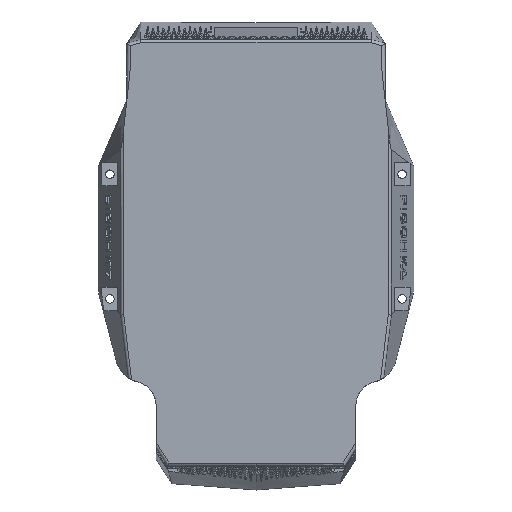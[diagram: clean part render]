
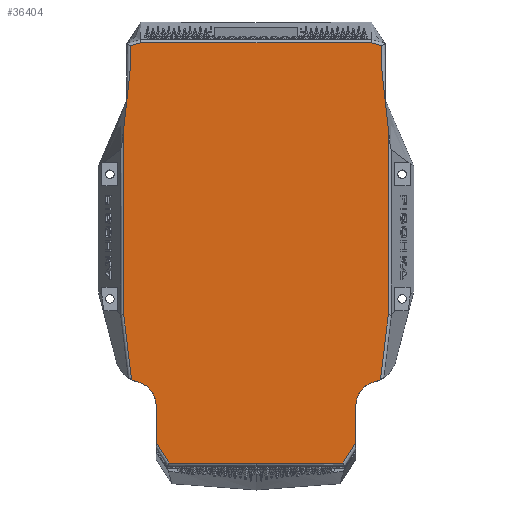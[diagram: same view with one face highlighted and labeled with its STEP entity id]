
A CAD part, front view. The second image highlights one B-rep face of the part: STEP entity #36404.
In plain terms, the highlighted planar face has unit normal (0, -1, 0).
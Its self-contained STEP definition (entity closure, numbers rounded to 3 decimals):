
#27=CIRCLE('',#38280,15.595);
#28=CIRCLE('',#38281,19.);
#29=CIRCLE('',#38282,19.);
#30=CIRCLE('',#38283,15.595);
#2799=FACE_OUTER_BOUND('',#5067,.T.);
#5067=EDGE_LOOP('',(#30824,#30825,#30826,#30827,#30828,#30829,#30830,#30831,
#30832,#30833,#30834,#30835,#30836,#30837,#30838,#30839,#30840,#30841,#30842,
#30843,#30844,#30845,#30846));
#8841=LINE('',#62860,#12492);
#8842=LINE('',#62944,#12493);
#8844=LINE('',#62950,#12495);
#8845=LINE('',#62956,#12496);
#8846=LINE('',#62958,#12497);
#8847=LINE('',#62960,#12498);
#8848=LINE('',#62967,#12499);
#8849=LINE('',#62974,#12500);
#8850=LINE('',#62981,#12501);
#8851=LINE('',#62988,#12502);
#8852=LINE('',#62990,#12503);
#8853=LINE('',#62992,#12504);
#8854=LINE('',#62997,#12505);
#12492=VECTOR('',#45126,10.);
#12493=VECTOR('',#45129,10.);
#12495=VECTOR('',#45135,10.);
#12496=VECTOR('',#45140,10.);
#12497=VECTOR('',#45141,10.);
#12498=VECTOR('',#45142,10.);
#12499=VECTOR('',#45143,10.);
#12500=VECTOR('',#45144,10.);
#12501=VECTOR('',#45145,10.);
#12502=VECTOR('',#45146,10.);
#12503=VECTOR('',#45147,10.);
#12504=VECTOR('',#45148,10.);
#12505=VECTOR('',#45153,10.);
#14044=B_SPLINE_CURVE_WITH_KNOTS('',3,(#62894,#62895,#62896,#62897),
 .UNSPECIFIED.,.F.,.F.,(4,4),(0.11,5.699),
 .UNSPECIFIED.);
#14046=B_SPLINE_CURVE_WITH_KNOTS('',3,(#62926,#62927,#62928,#62929),
 .UNSPECIFIED.,.F.,.F.,(4,4),(0.,5.59),
 .UNSPECIFIED.);
#14048=B_SPLINE_CURVE_WITH_KNOTS('',3,(#62962,#62963,#62964,#62965),
 .UNSPECIFIED.,.F.,.F.,(4,4),(1.865,3.704),
 .UNSPECIFIED.);
#14049=B_SPLINE_CURVE_WITH_KNOTS('',3,(#62969,#62970,#62971,#62972),
 .UNSPECIFIED.,.F.,.F.,(4,4),(0.027,0.726),
 .UNSPECIFIED.);
#14050=B_SPLINE_CURVE_WITH_KNOTS('',3,(#62976,#62977,#62978,#62979),
 .UNSPECIFIED.,.F.,.F.,(4,4),(0.149,0.847),
 .UNSPECIFIED.);
#14051=B_SPLINE_CURVE_WITH_KNOTS('',3,(#62983,#62984,#62985,#62986),
 .UNSPECIFIED.,.F.,.F.,(4,4),(3.708,5.548),
 .UNSPECIFIED.);
#17231=VERTEX_POINT('',#62857);
#17232=VERTEX_POINT('',#62859);
#17233=VERTEX_POINT('',#62893);
#17234=VERTEX_POINT('',#62925);
#17235=VERTEX_POINT('',#62943);
#17237=VERTEX_POINT('',#62949);
#17238=VERTEX_POINT('',#62951);
#17239=VERTEX_POINT('',#62953);
#17240=VERTEX_POINT('',#62955);
#17241=VERTEX_POINT('',#62957);
#17242=VERTEX_POINT('',#62959);
#17243=VERTEX_POINT('',#62961);
#17244=VERTEX_POINT('',#62966);
#17245=VERTEX_POINT('',#62968);
#17246=VERTEX_POINT('',#62973);
#17247=VERTEX_POINT('',#62975);
#17248=VERTEX_POINT('',#62980);
#17249=VERTEX_POINT('',#62982);
#17250=VERTEX_POINT('',#62987);
#17251=VERTEX_POINT('',#62989);
#17252=VERTEX_POINT('',#62991);
#17253=VERTEX_POINT('',#62993);
#17254=VERTEX_POINT('',#62995);
#22092=EDGE_CURVE('',#17231,#17232,#8841,.T.);
#22094=EDGE_CURVE('',#17232,#17233,#14044,.T.);
#22096=EDGE_CURVE('',#17233,#17234,#14046,.T.);
#22098=EDGE_CURVE('',#17234,#17235,#8842,.T.);
#22101=EDGE_CURVE('',#17231,#17237,#8844,.T.);
#22102=EDGE_CURVE('',#17237,#17238,#27,.T.);
#22103=EDGE_CURVE('',#17238,#17239,#28,.T.);
#22104=EDGE_CURVE('',#17240,#17239,#8845,.T.);
#22105=EDGE_CURVE('',#17241,#17240,#8846,.T.);
#22106=EDGE_CURVE('',#17242,#17241,#8847,.T.);
#22107=EDGE_CURVE('',#17243,#17242,#14048,.T.);
#22108=EDGE_CURVE('',#17244,#17243,#8848,.T.);
#22109=EDGE_CURVE('',#17245,#17244,#14049,.T.);
#22110=EDGE_CURVE('',#17246,#17245,#8849,.T.);
#22111=EDGE_CURVE('',#17247,#17246,#14050,.T.);
#22112=EDGE_CURVE('',#17248,#17247,#8850,.T.);
#22113=EDGE_CURVE('',#17249,#17248,#14051,.T.);
#22114=EDGE_CURVE('',#17250,#17249,#8851,.T.);
#22115=EDGE_CURVE('',#17251,#17250,#8852,.T.);
#22116=EDGE_CURVE('',#17252,#17251,#8853,.T.);
#22117=EDGE_CURVE('',#17252,#17253,#29,.T.);
#22118=EDGE_CURVE('',#17253,#17254,#30,.T.);
#22119=EDGE_CURVE('',#17254,#17235,#8854,.T.);
#30824=ORIENTED_EDGE('',*,*,#22098,.F.);
#30825=ORIENTED_EDGE('',*,*,#22096,.F.);
#30826=ORIENTED_EDGE('',*,*,#22094,.F.);
#30827=ORIENTED_EDGE('',*,*,#22092,.F.);
#30828=ORIENTED_EDGE('',*,*,#22101,.T.);
#30829=ORIENTED_EDGE('',*,*,#22102,.T.);
#30830=ORIENTED_EDGE('',*,*,#22103,.T.);
#30831=ORIENTED_EDGE('',*,*,#22104,.F.);
#30832=ORIENTED_EDGE('',*,*,#22105,.F.);
#30833=ORIENTED_EDGE('',*,*,#22106,.F.);
#30834=ORIENTED_EDGE('',*,*,#22107,.F.);
#30835=ORIENTED_EDGE('',*,*,#22108,.F.);
#30836=ORIENTED_EDGE('',*,*,#22109,.F.);
#30837=ORIENTED_EDGE('',*,*,#22110,.F.);
#30838=ORIENTED_EDGE('',*,*,#22111,.F.);
#30839=ORIENTED_EDGE('',*,*,#22112,.F.);
#30840=ORIENTED_EDGE('',*,*,#22113,.F.);
#30841=ORIENTED_EDGE('',*,*,#22114,.F.);
#30842=ORIENTED_EDGE('',*,*,#22115,.F.);
#30843=ORIENTED_EDGE('',*,*,#22116,.F.);
#30844=ORIENTED_EDGE('',*,*,#22117,.T.);
#30845=ORIENTED_EDGE('',*,*,#22118,.T.);
#30846=ORIENTED_EDGE('',*,*,#22119,.T.);
#34356=PLANE('',#38279);
#36404=ADVANCED_FACE('',(#2799),#34356,.T.);
#38279=AXIS2_PLACEMENT_3D('',#62948,#45133,#45134);
#38280=AXIS2_PLACEMENT_3D('',#62952,#45136,#45137);
#38281=AXIS2_PLACEMENT_3D('',#62954,#45138,#45139);
#38282=AXIS2_PLACEMENT_3D('',#62994,#45149,#45150);
#38283=AXIS2_PLACEMENT_3D('',#62996,#45151,#45152);
#45126=DIRECTION('',(-0.536,0.,-0.844));
#45129=DIRECTION('',(-0.536,0.,0.844));
#45133=DIRECTION('center_axis',(0.,-1.,0.));
#45134=DIRECTION('ref_axis',(0.,0.,1.));
#45135=DIRECTION('',(0.,0.,1.));
#45136=DIRECTION('center_axis',(0.,1.,0.));
#45137=DIRECTION('ref_axis',(-0.24,0.,0.971));
#45138=DIRECTION('center_axis',(0.,-1.,0.));
#45139=DIRECTION('ref_axis',(-0.24,0.,0.971));
#45140=DIRECTION('',(-0.119,0.,-0.993));
#45141=DIRECTION('',(0.,0.,-1.));
#45142=DIRECTION('',(0.109,0.,-0.994));
#45143=DIRECTION('',(0.,0.,-1.));
#45144=DIRECTION('',(1.,0.,0.));
#45145=DIRECTION('',(0.,0.,1.));
#45146=DIRECTION('',(0.109,0.,0.994));
#45147=DIRECTION('',(0.,0.,1.));
#45148=DIRECTION('',(-0.119,0.,0.993));
#45149=DIRECTION('center_axis',(0.,-1.,0.));
#45150=DIRECTION('ref_axis',(0.24,0.,0.971));
#45151=DIRECTION('center_axis',(0.,1.,0.));
#45152=DIRECTION('ref_axis',(0.24,0.,0.971));
#45153=DIRECTION('',(0.,0.,-1.));
#62857=CARTESIAN_POINT('',(64.099,54.,-112.058));
#62859=CARTESIAN_POINT('',(55.895,54.,-124.982));
#62860=CARTESIAN_POINT('',(113.357,54.,-34.465));
#62893=CARTESIAN_POINT('',(0.,54.,-125.118));
#62894=CARTESIAN_POINT('Ctrl Pts',(55.895,54.,-124.982));
#62895=CARTESIAN_POINT('Ctrl Pts',(37.263,54.,-125.03));
#62896=CARTESIAN_POINT('Ctrl Pts',(18.632,54.,-125.075));
#62897=CARTESIAN_POINT('Ctrl Pts',(0.,54.,-125.118));
#62925=CARTESIAN_POINT('',(-55.895,54.,-124.982));
#62926=CARTESIAN_POINT('Ctrl Pts',(0.,54.,-125.118));
#62927=CARTESIAN_POINT('Ctrl Pts',(-18.632,54.,-125.075));
#62928=CARTESIAN_POINT('Ctrl Pts',(-37.263,54.,-125.03));
#62929=CARTESIAN_POINT('Ctrl Pts',(-55.895,54.,-124.982));
#62943=CARTESIAN_POINT('',(-64.099,54.,-112.058));
#62944=CARTESIAN_POINT('',(-100.51,54.,-54.702));
#62948=CARTESIAN_POINT('Origin',(82.85,54.,112.65));
#62949=CARTESIAN_POINT('',(64.099,54.,-88.085));
#62950=CARTESIAN_POINT('',(64.099,54.,-5.143));
#62951=CARTESIAN_POINT('',(75.953,54.,-72.945));
#62952=CARTESIAN_POINT('Origin',(79.694,54.,-88.085));
#62953=CARTESIAN_POINT('',(79.939,54.,-71.471));
#62954=CARTESIAN_POINT('Origin',(71.396,54.,-54.5));
#62955=CARTESIAN_POINT('',(84.908,54.,-29.888));
#62956=CARTESIAN_POINT('',(89.591,54.,9.289));
#62957=CARTESIAN_POINT('',(84.908,54.,89.68));
#62958=CARTESIAN_POINT('',(84.908,54.,41.075));
#62959=CARTESIAN_POINT('',(82.85,54.,108.5));
#62960=CARTESIAN_POINT('',(82.85,54.,108.5));
#62961=CARTESIAN_POINT('',(80.85,54.,126.786));
#62962=CARTESIAN_POINT('Ctrl Pts',(80.85,54.,126.786));
#62963=CARTESIAN_POINT('Ctrl Pts',(81.517,54.,120.69));
#62964=CARTESIAN_POINT('Ctrl Pts',(82.183,54.,114.595));
#62965=CARTESIAN_POINT('Ctrl Pts',(82.85,54.,108.5));
#62966=CARTESIAN_POINT('',(80.85,54.,142.861));
#62967=CARTESIAN_POINT('',(80.85,54.,120.575));
#62968=CARTESIAN_POINT('',(74.143,54.,144.818));
#62969=CARTESIAN_POINT('Ctrl Pts',(74.143,54.,144.818));
#62970=CARTESIAN_POINT('Ctrl Pts',(76.382,54.,144.179));
#62971=CARTESIAN_POINT('Ctrl Pts',(78.618,54.,143.527));
#62972=CARTESIAN_POINT('Ctrl Pts',(80.85,54.,142.861));
#62973=CARTESIAN_POINT('',(-74.143,54.,144.818));
#62974=CARTESIAN_POINT('',(78.639,54.,144.818));
#62975=CARTESIAN_POINT('',(-80.85,54.,142.861));
#62976=CARTESIAN_POINT('Ctrl Pts',(-80.85,54.,142.861));
#62977=CARTESIAN_POINT('Ctrl Pts',(-78.618,54.,143.527));
#62978=CARTESIAN_POINT('Ctrl Pts',(-76.382,54.,144.179));
#62979=CARTESIAN_POINT('Ctrl Pts',(-74.143,54.,144.818));
#62980=CARTESIAN_POINT('',(-80.85,54.,126.786));
#62981=CARTESIAN_POINT('',(-80.85,54.,121.85));
#62982=CARTESIAN_POINT('',(-82.85,54.,108.5));
#62983=CARTESIAN_POINT('Ctrl Pts',(-82.85,54.,108.5));
#62984=CARTESIAN_POINT('Ctrl Pts',(-82.183,54.,114.595));
#62985=CARTESIAN_POINT('Ctrl Pts',(-81.517,54.,120.69));
#62986=CARTESIAN_POINT('Ctrl Pts',(-80.85,54.,126.786));
#62987=CARTESIAN_POINT('',(-84.908,54.,89.68));
#62988=CARTESIAN_POINT('',(-86.35,54.,76.5));
#62989=CARTESIAN_POINT('',(-84.908,54.,-29.888));
#62990=CARTESIAN_POINT('',(-84.908,54.,94.575));
#62991=CARTESIAN_POINT('',(-79.939,54.,-71.471));
#62992=CARTESIAN_POINT('',(-92.099,54.,30.277));
#62993=CARTESIAN_POINT('',(-75.953,54.,-72.945));
#62994=CARTESIAN_POINT('Origin',(-71.396,54.,-54.5));
#62995=CARTESIAN_POINT('',(-64.099,54.,-88.085));
#62996=CARTESIAN_POINT('Origin',(-79.694,54.,-88.085));
#62997=CARTESIAN_POINT('',(-64.099,54.,-5.143));
